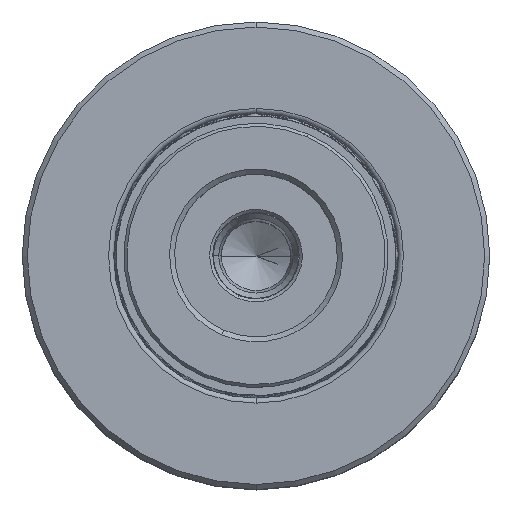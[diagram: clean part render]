
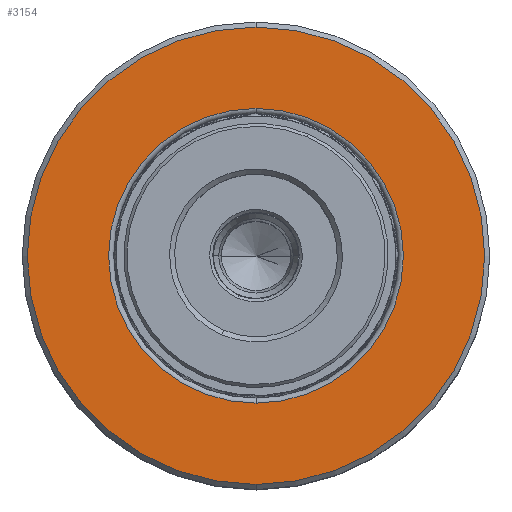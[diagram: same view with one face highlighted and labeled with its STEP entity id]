
A CAD part, top view. The second image highlights one B-rep face of the part: STEP entity #3154.
In plain terms, the highlighted face is planar.
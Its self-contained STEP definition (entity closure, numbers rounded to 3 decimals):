
#1006 = VERTEX_POINT ( 'NONE', #11202 ) ;
#1920 = FACE_BOUND ( 'NONE', #10609, .T. ) ;
#2549 = AXIS2_PLACEMENT_3D ( 'NONE', #35116, #38538, #27583 ) ;
#3154 = ADVANCED_FACE ( 'NONE', ( #1920, #26589 ), #35651, .T. ) ;
#4356 = EDGE_LOOP ( 'NONE', ( #44099, #41398 ) ) ;
#6222 = AXIS2_PLACEMENT_3D ( 'NONE', #32187, #21344, #39534 ) ;
#8433 = EDGE_CURVE ( 'NONE', #29031, #21267, #11516, .T. ) ;
#8503 = CARTESIAN_POINT ( 'NONE',  ( 0., 15.687, 14.5 ) ) ;
#10609 = EDGE_LOOP ( 'NONE', ( #13022, #22931 ) ) ;
#11144 = CARTESIAN_POINT ( 'NONE',  ( 22.5, 15.687, 0. ) ) ;
#11202 = CARTESIAN_POINT ( 'NONE',  ( 0., 15.687, -22.5 ) ) ;
#11516 = CIRCLE ( 'NONE', #20829, 14.5 ) ;
#12179 = CARTESIAN_POINT ( 'NONE',  ( 0., 15.687, 0. ) ) ;
#13022 = ORIENTED_EDGE ( 'NONE', *, *, #8433, .T. ) ;
#13370 = EDGE_CURVE ( 'NONE', #31081, #1006, #36077, .T. ) ;
#14123 = DIRECTION ( 'NONE',  ( 0., 1., 0. ) ) ;
#16571 = CIRCLE ( 'NONE', #2549, 22.5 ) ;
#18922 = DIRECTION ( 'NONE',  ( 0., -1., 0. ) ) ;
#19679 = DIRECTION ( 'NONE',  ( 0., -1., 0. ) ) ;
#20829 = AXIS2_PLACEMENT_3D ( 'NONE', #12179, #18922, #33408 ) ;
#21267 = VERTEX_POINT ( 'NONE', #8503 ) ;
#21344 = DIRECTION ( 'NONE',  ( 0., -1., 0. ) ) ;
#21946 = AXIS2_PLACEMENT_3D ( 'NONE', #41166, #19679, #26617 ) ;
#22931 = ORIENTED_EDGE ( 'NONE', *, *, #22971, .T. ) ;
#22971 = EDGE_CURVE ( 'NONE', #21267, #29031, #24015, .T. ) ;
#24015 = CIRCLE ( 'NONE', #21946, 14.5 ) ;
#26062 = CARTESIAN_POINT ( 'NONE',  ( 0., 15.687, 22.5 ) ) ;
#26589 = FACE_OUTER_BOUND ( 'NONE', #4356, .T. ) ;
#26617 = DIRECTION ( 'NONE',  ( 0., 0., -1. ) ) ;
#27583 = DIRECTION ( 'NONE',  ( 0., 0., -1. ) ) ;
#29031 = VERTEX_POINT ( 'NONE', #43173 ) ;
#29875 = EDGE_CURVE ( 'NONE', #1006, #31081, #16571, .T. ) ;
#31081 = VERTEX_POINT ( 'NONE', #26062 ) ;
#32187 = CARTESIAN_POINT ( 'NONE',  ( 0., 15.687, 0. ) ) ;
#33408 = DIRECTION ( 'NONE',  ( 0., 0., -1. ) ) ;
#35116 = CARTESIAN_POINT ( 'NONE',  ( 0., 15.687, 0. ) ) ;
#35651 = PLANE ( 'NONE',  #37607 ) ;
#36077 = CIRCLE ( 'NONE', #6222, 22.5 ) ;
#37607 = AXIS2_PLACEMENT_3D ( 'NONE', #11144, #14123, #39227 ) ;
#38538 = DIRECTION ( 'NONE',  ( 0., -1., 0. ) ) ;
#39227 = DIRECTION ( 'NONE',  ( 0., 0., 1. ) ) ;
#39534 = DIRECTION ( 'NONE',  ( 0., 0., -1. ) ) ;
#41166 = CARTESIAN_POINT ( 'NONE',  ( 0., 15.687, 0. ) ) ;
#41398 = ORIENTED_EDGE ( 'NONE', *, *, #13370, .F. ) ;
#43173 = CARTESIAN_POINT ( 'NONE',  ( 0., 15.687, -14.5 ) ) ;
#44099 = ORIENTED_EDGE ( 'NONE', *, *, #29875, .F. ) ;
